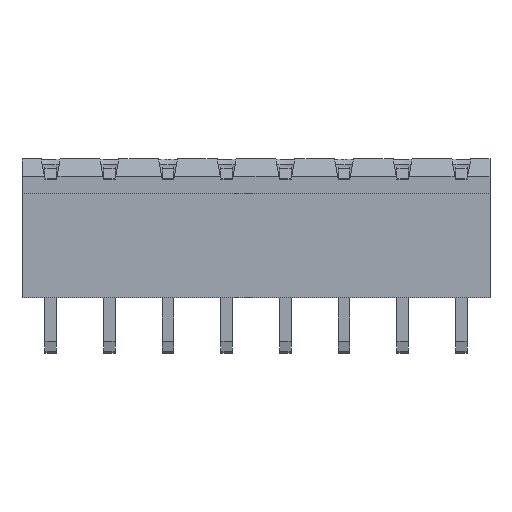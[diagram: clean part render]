
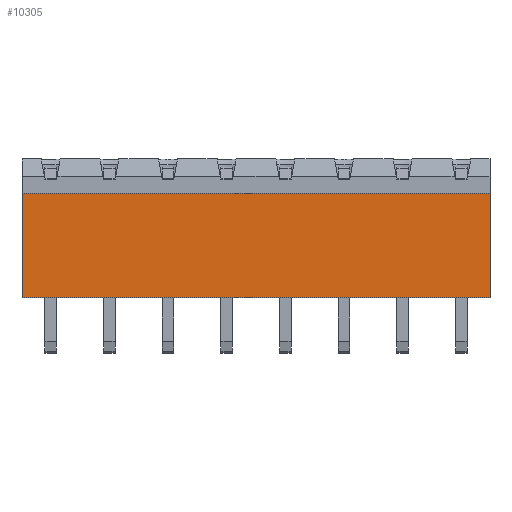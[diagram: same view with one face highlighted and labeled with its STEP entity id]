
A CAD part, top view. The second image highlights one B-rep face of the part: STEP entity #10305.
In plain terms, the highlighted planar face has unit normal (0, 0, 1).
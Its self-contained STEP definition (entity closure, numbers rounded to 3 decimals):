
#903 = ORIENTED_EDGE ( 'NONE', *, *, #9456, .F. ) ;
#916 = DIRECTION ( 'NONE',  ( 0., -1., 0. ) ) ;
#928 = CARTESIAN_POINT ( 'NONE',  ( 0., 9.01, 0. ) ) ;
#977 = VECTOR ( 'NONE', #11124, 1000. ) ;
#1111 = CARTESIAN_POINT ( 'NONE',  ( 40.53, 0., 0. ) ) ;
#1155 = CARTESIAN_POINT ( 'NONE',  ( 0., 9.01, 0. ) ) ;
#2732 = CARTESIAN_POINT ( 'NONE',  ( 0., 0., 0. ) ) ;
#2811 = VERTEX_POINT ( 'NONE', #1155 ) ;
#2855 = VERTEX_POINT ( 'NONE', #2732 ) ;
#2952 = AXIS2_PLACEMENT_3D ( 'NONE', #11218, #11198, #11188 ) ;
#3133 = LINE ( 'NONE', #928, #13102 ) ;
#3511 = LINE ( 'NONE', #11181, #977 ) ;
#3740 = CARTESIAN_POINT ( 'NONE',  ( 40.53, 9.01, 0. ) ) ;
#4504 = FACE_OUTER_BOUND ( 'NONE', #5751, .T. ) ;
#4791 = ORIENTED_EDGE ( 'NONE', *, *, #10161, .F. ) ;
#4887 = ORIENTED_EDGE ( 'NONE', *, *, #10331, .T. ) ;
#5099 = VECTOR ( 'NONE', #11469, 1000. ) ;
#5751 = EDGE_LOOP ( 'NONE', ( #9359, #903, #4791, #4887 ) ) ;
#6178 = VERTEX_POINT ( 'NONE', #3740 ) ;
#9223 = EDGE_CURVE ( 'NONE', #2811, #2855, #3133, .T. ) ;
#9359 = ORIENTED_EDGE ( 'NONE', *, *, #9223, .T. ) ;
#9456 = EDGE_CURVE ( 'NONE', #12649, #2855, #10401, .T. ) ;
#10161 = EDGE_CURVE ( 'NONE', #6178, #12649, #10589, .T. ) ;
#10305 = ADVANCED_FACE ( 'NONE', ( #4504 ), #11262, .F. ) ;
#10331 = EDGE_CURVE ( 'NONE', #6178, #2811, #3511, .T. ) ;
#10401 = LINE ( 'NONE', #11532, #5099 ) ;
#10589 = LINE ( 'NONE', #12404, #12797 ) ;
#11124 = DIRECTION ( 'NONE',  ( -1., 0., 0. ) ) ;
#11181 = CARTESIAN_POINT ( 'NONE',  ( 40.53, 9.01, 0. ) ) ;
#11188 = DIRECTION ( 'NONE',  ( 0., 1., 0. ) ) ;
#11198 = DIRECTION ( 'NONE',  ( 0., 0., -1. ) ) ;
#11218 = CARTESIAN_POINT ( 'NONE',  ( 40.53, 9.01, 0. ) ) ;
#11262 = PLANE ( 'NONE',  #2952 ) ;
#11469 = DIRECTION ( 'NONE',  ( -1., 0., 0. ) ) ;
#11532 = CARTESIAN_POINT ( 'NONE',  ( 40.53, 0., 0. ) ) ;
#12172 = DIRECTION ( 'NONE',  ( 0., -1., 0. ) ) ;
#12404 = CARTESIAN_POINT ( 'NONE',  ( 40.53, 9.01, 0. ) ) ;
#12649 = VERTEX_POINT ( 'NONE', #1111 ) ;
#12797 = VECTOR ( 'NONE', #12172, 1000. ) ;
#13102 = VECTOR ( 'NONE', #916, 1000. ) ;
